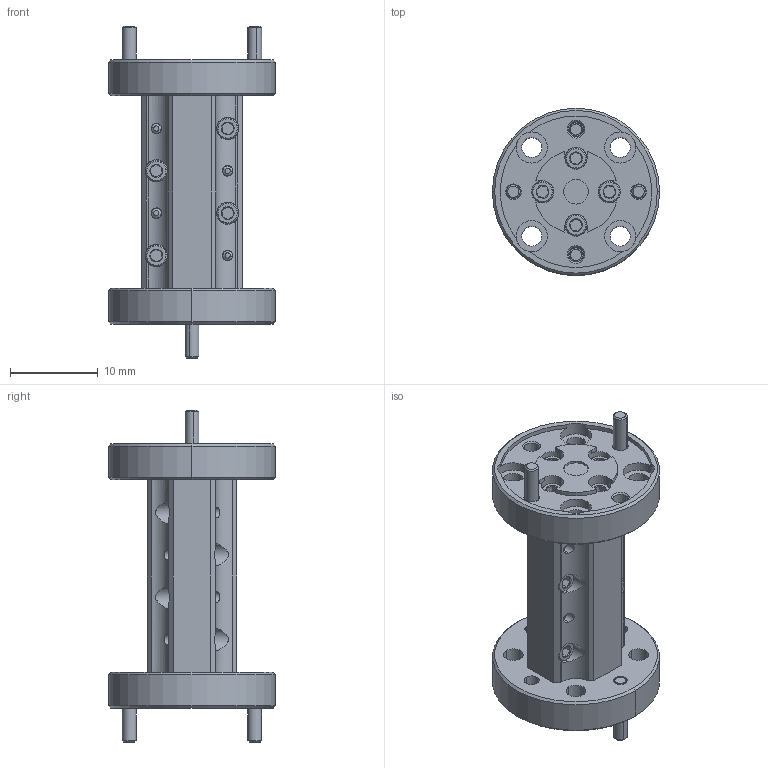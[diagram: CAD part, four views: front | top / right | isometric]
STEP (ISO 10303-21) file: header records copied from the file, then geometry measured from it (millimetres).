
FILE_DESCRIPTION (( 'STEP AP214' ), '1' );
FILE_NAME ('AS-FWB-110-A, Defeatured.STEP', '2024-04-13T00:14:03', ( '' ), ( '' ), 'SwSTEP 2.0', 'SolidWorks 2021', '' );
FILE_SCHEMA (( 'AUTOMOTIVE_DESIGN' ));
Length unit declared in the file: inch
Products named in the file (1): AS-FWB-110-A, Defeatured
Bounding box: 19.05 x 19.05 x 37.85 mm (x, y, z)
Volume: 3857.9 mm3; surface area: 3184.9 mm2
Topology: 1 solids, 1 shells, 652 faces, 1458 edges, 876 vertices
Faces by surface type: cone 232, plane 230, cylinder 174, bspline 16
Entity records: 24726 total; most frequent: CARTESIAN_POINT 10183, DIRECTION 3152, ORIENTED_EDGE 2916, EDGE_CURVE 1458, AXIS2_PLACEMENT_3D 1265, VERTEX_POINT 876, EDGE_LOOP 744, ADVANCED_FACE 652
